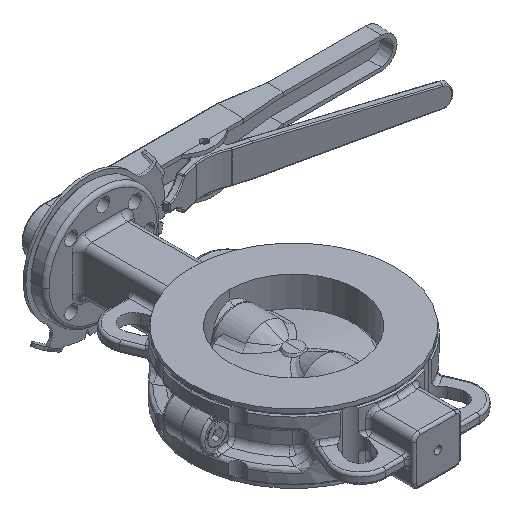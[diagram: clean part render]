
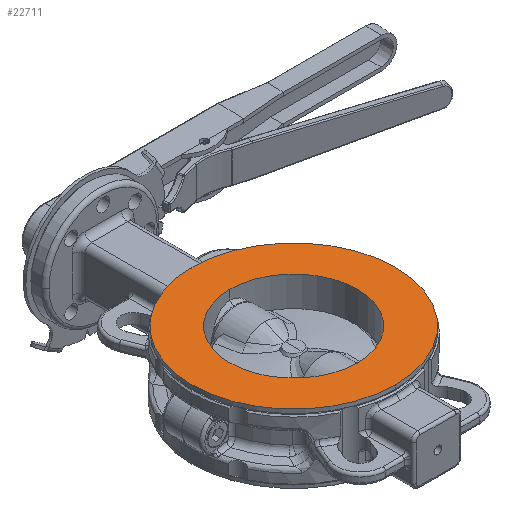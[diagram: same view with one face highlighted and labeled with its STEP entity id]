
A CAD part, isometric view. The second image highlights one B-rep face of the part: STEP entity #22711.
In plain terms, the highlighted planar face has unit normal (0, 0, 1).
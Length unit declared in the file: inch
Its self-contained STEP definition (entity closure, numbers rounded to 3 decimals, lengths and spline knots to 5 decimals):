
#100 = AXIS2_PLACEMENT_3D ( 'NONE', #31878, #5382, #32119 ) ;
#3696 = FACE_OUTER_BOUND ( 'NONE', #35035, .T. ) ;
#4558 = DIRECTION ( 'NONE',  ( 0., -1., 0. ) ) ;
#4934 = CARTESIAN_POINT ( 'NONE',  ( 3.95529, 6.15937, 5.03167 ) ) ;
#5207 = CARTESIAN_POINT ( 'NONE',  ( 3.95529, 3.04914, 5.03167 ) ) ;
#5382 = DIRECTION ( 'NONE',  ( 0., 0., 1. ) ) ;
#6589 = DIRECTION ( 'NONE',  ( 0., 0., 1. ) ) ;
#6840 = DIRECTION ( 'NONE',  ( 0., -1., 0. ) ) ;
#7438 = FACE_BOUND ( 'NONE', #45083, .T. ) ;
#8970 = EDGE_CURVE ( 'NONE', #23173, #11310, #43336, .T. ) ;
#10230 = EDGE_CURVE ( 'NONE', #11310, #23173, #42889, .T. ) ;
#10317 = CARTESIAN_POINT ( 'NONE',  ( 3.95529, 6.15937, 5.03167 ) ) ;
#10377 = EDGE_CURVE ( 'NONE', #32412, #35359, #38166, .T. ) ;
#11310 = VERTEX_POINT ( 'NONE', #5207 ) ;
#12016 = CARTESIAN_POINT ( 'NONE',  ( 3.95529, 6.15937, 5.03167 ) ) ;
#15369 = CARTESIAN_POINT ( 'NONE',  ( 3.95529, 4.21055, 5.03167 ) ) ;
#15661 = DIRECTION ( 'NONE',  ( 0., 0., 1. ) ) ;
#18424 = PLANE ( 'NONE',  #48012 ) ;
#19037 = DIRECTION ( 'NONE',  ( 0., 0., 1. ) ) ;
#20572 = ORIENTED_EDGE ( 'NONE', *, *, #26672, .F. ) ;
#22711 = ADVANCED_FACE ( 'NONE', ( #3696, #7438 ), #18424, .T. ) ;
#23173 = VERTEX_POINT ( 'NONE', #41294 ) ;
#23562 = CARTESIAN_POINT ( 'NONE',  ( 3.95529, 8.10819, 5.03167 ) ) ;
#23631 = CARTESIAN_POINT ( 'NONE',  ( 3.95529, 6.15937, 5.03167 ) ) ;
#24067 = CIRCLE ( 'NONE', #100, 1.94882 ) ;
#24148 = ORIENTED_EDGE ( 'NONE', *, *, #10230, .T. ) ;
#24577 = AXIS2_PLACEMENT_3D ( 'NONE', #10317, #6589, #6840 ) ;
#26202 = AXIS2_PLACEMENT_3D ( 'NONE', #12016, #19037, #4558 ) ;
#26672 = EDGE_CURVE ( 'NONE', #35359, #32412, #24067, .T. ) ;
#26902 = DIRECTION ( 'NONE',  ( 0., -1., 0. ) ) ;
#29457 = ORIENTED_EDGE ( 'NONE', *, *, #8970, .T. ) ;
#30703 = DIRECTION ( 'NONE',  ( 0., -1., 0. ) ) ;
#31878 = CARTESIAN_POINT ( 'NONE',  ( 3.95529, 6.15937, 5.03167 ) ) ;
#32119 = DIRECTION ( 'NONE',  ( 0., -1., 0. ) ) ;
#32412 = VERTEX_POINT ( 'NONE', #15369 ) ;
#34203 = DIRECTION ( 'NONE',  ( 0., 0., 1. ) ) ;
#35035 = EDGE_LOOP ( 'NONE', ( #29457, #24148 ) ) ;
#35359 = VERTEX_POINT ( 'NONE', #23562 ) ;
#38166 = CIRCLE ( 'NONE', #26202, 1.94882 ) ;
#41294 = CARTESIAN_POINT ( 'NONE',  ( 3.95529, 9.26961, 5.03167 ) ) ;
#42889 = CIRCLE ( 'NONE', #24577, 3.11024 ) ;
#43336 = CIRCLE ( 'NONE', #45729, 3.11024 ) ;
#45083 = EDGE_LOOP ( 'NONE', ( #20572, #45448 ) ) ;
#45448 = ORIENTED_EDGE ( 'NONE', *, *, #10377, .F. ) ;
#45729 = AXIS2_PLACEMENT_3D ( 'NONE', #4934, #34203, #30703 ) ;
#48012 = AXIS2_PLACEMENT_3D ( 'NONE', #23631, #15661, #26902 ) ;
